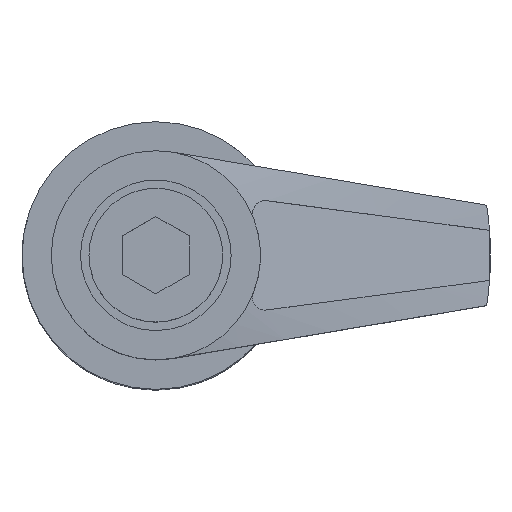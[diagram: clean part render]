
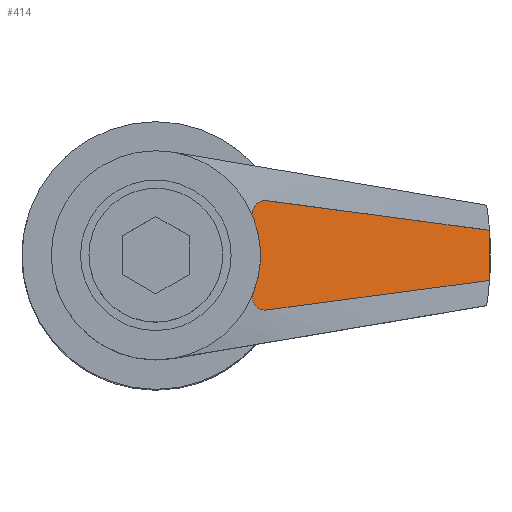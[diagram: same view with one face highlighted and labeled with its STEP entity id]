
A CAD part, top view. The second image highlights one B-rep face of the part: STEP entity #414.
In plain terms, the highlighted planar face has unit normal (0.176, 0, 0.984).
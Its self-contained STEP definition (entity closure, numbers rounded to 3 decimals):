
#75 = CARTESIAN_POINT ( 'NONE',  ( 13.256, -6.534, 39.776 ) ) ;
#90 = AXIS2_PLACEMENT_3D ( 'NONE', #662, #1056, #1035 ) ;
#111 = VERTEX_POINT ( 'NONE', #1115 ) ;
#140 = EDGE_CURVE ( 'NONE', #311, #1411, #2076, .T. ) ;
#163 = DIRECTION ( 'NONE',  ( 0.976, 0.13, -0.174 ) ) ;
#201 =( BOUNDED_CURVE ( )  B_SPLINE_CURVE ( 3, ( #381, #1523, #1892, #395 ),
 .UNSPECIFIED., .F., .F. ) 
 B_SPLINE_CURVE_WITH_KNOTS ( ( 4, 4 ),
 ( 6.208, 6.358 ),
 .UNSPECIFIED. ) 
 CURVE ( )  GEOMETRIC_REPRESENTATION_ITEM ( )  RATIONAL_B_SPLINE_CURVE ( ( 1., 0.998, 0.998, 1. ) ) 
 REPRESENTATION_ITEM ( '' )  );
#267 = CARTESIAN_POINT ( 'NONE',  ( 11.199, 5.698, 40.143 ) ) ;
#311 = VERTEX_POINT ( 'NONE', #1697 ) ;
#312 = CARTESIAN_POINT ( 'NONE',  ( 38.189, 3.225, 35.323 ) ) ;
#339 = ORIENTED_EDGE ( 'NONE', *, *, #140, .T. ) ;
#373 = CARTESIAN_POINT ( 'NONE',  ( 11.989, -6.702, 40.002 ) ) ;
#381 = CARTESIAN_POINT ( 'NONE',  ( 39.887, -3., 35.02 ) ) ;
#395 = CARTESIAN_POINT ( 'NONE',  ( 39.887, 3., 35.02 ) ) ;
#396 = EDGE_CURVE ( 'NONE', #111, #1998, #201, .T. ) ;
#404 = EDGE_CURVE ( 'NONE', #1873, #959, #1559, .T. ) ;
#414 = ADVANCED_FACE ( 'NONE', ( #768 ), #1227, .F. ) ;
#488 = ORIENTED_EDGE ( 'NONE', *, *, #913, .T. ) ;
#528 = LINE ( 'NONE', #312, #1648 ) ;
#567 = EDGE_CURVE ( 'NONE', #1998, #1873, #528, .T. ) ;
#662 = CARTESIAN_POINT ( 'NONE',  ( 45., 7., 34.107 ) ) ;
#768 = FACE_OUTER_BOUND ( 'NONE', #2161, .T. ) ;
#913 = EDGE_CURVE ( 'NONE', #959, #311, #2234, .T. ) ;
#938 = CARTESIAN_POINT ( 'NONE',  ( 38.189, -3.225, 35.323 ) ) ;
#959 = VERTEX_POINT ( 'NONE', #2359 ) ;
#1035 = DIRECTION ( 'NONE',  ( -0.984, 0., 0.176 ) ) ;
#1056 = DIRECTION ( 'NONE',  ( -0.176, 0., -0.984 ) ) ;
#1083 = DIRECTION ( 'NONE',  ( -0.976, 0.13, 0.174 ) ) ;
#1087 = ORIENTED_EDGE ( 'NONE', *, *, #396, .T. ) ;
#1115 = CARTESIAN_POINT ( 'NONE',  ( 39.887, -3., 35.02 ) ) ;
#1160 = CARTESIAN_POINT ( 'NONE',  ( 13.256, 6.534, 39.776 ) ) ;
#1227 = PLANE ( 'NONE',  #90 ) ;
#1241 = CARTESIAN_POINT ( 'NONE',  ( 13.256, 6.534, 39.776 ) ) ;
#1388 = CARTESIAN_POINT ( 'NONE',  ( 11.659, 4.507, 40.061 ) ) ;
#1411 = VERTEX_POINT ( 'NONE', #75 ) ;
#1436 = ORIENTED_EDGE ( 'NONE', *, *, #567, .T. ) ;
#1489 = CARTESIAN_POINT ( 'NONE',  ( 39.887, 3., 35.02 ) ) ;
#1523 = CARTESIAN_POINT ( 'NONE',  ( 40.038, -1.002, 34.993 ) ) ;
#1559 =( BOUNDED_CURVE ( )  B_SPLINE_CURVE ( 3, ( #1160, #1903, #267, #1388 ),
 .UNSPECIFIED., .F., .F. ) 
 B_SPLINE_CURVE_WITH_KNOTS ( ( 4, 4 ),
 ( 4.58, 6.652 ),
 .UNSPECIFIED. ) 
 CURVE ( )  GEOMETRIC_REPRESENTATION_ITEM ( )  RATIONAL_B_SPLINE_CURVE ( ( 1., 0.673, 0.673, 1. ) ) 
 REPRESENTATION_ITEM ( '' )  );
#1564 = CARTESIAN_POINT ( 'NONE',  ( 11.659, 4.507, 40.061 ) ) ;
#1574 = VECTOR ( 'NONE', #163, 1000. ) ;
#1648 = VECTOR ( 'NONE', #1083, 1000. ) ;
#1697 = CARTESIAN_POINT ( 'NONE',  ( 11.659, -4.507, 40.061 ) ) ;
#1793 = CARTESIAN_POINT ( 'NONE',  ( 12.793, 1.573, 39.858 ) ) ;
#1831 = CARTESIAN_POINT ( 'NONE',  ( 11.199, -5.698, 40.143 ) ) ;
#1867 = LINE ( 'NONE', #938, #1574 ) ;
#1873 = VERTEX_POINT ( 'NONE', #1241 ) ;
#1892 = CARTESIAN_POINT ( 'NONE',  ( 40.038, 1.002, 34.993 ) ) ;
#1903 = CARTESIAN_POINT ( 'NONE',  ( 11.989, 6.702, 40.002 ) ) ;
#1998 = VERTEX_POINT ( 'NONE', #1489 ) ;
#2004 = ORIENTED_EDGE ( 'NONE', *, *, #2036, .T. ) ;
#2019 = CARTESIAN_POINT ( 'NONE',  ( 11.659, -4.507, 40.061 ) ) ;
#2036 = EDGE_CURVE ( 'NONE', #1411, #111, #1867, .T. ) ;
#2076 =( BOUNDED_CURVE ( )  B_SPLINE_CURVE ( 3, ( #2019, #1831, #373, #2419 ),
 .UNSPECIFIED., .F., .F. ) 
 B_SPLINE_CURVE_WITH_KNOTS ( ( 4, 4 ),
 ( 5.914, 7.986 ),
 .UNSPECIFIED. ) 
 CURVE ( )  GEOMETRIC_REPRESENTATION_ITEM ( )  RATIONAL_B_SPLINE_CURVE ( ( 1., 0.673, 0.673, 1. ) ) 
 REPRESENTATION_ITEM ( '' )  );
#2139 = CARTESIAN_POINT ( 'NONE',  ( 11.659, -4.507, 40.061 ) ) ;
#2161 = EDGE_LOOP ( 'NONE', ( #1436, #2198, #488, #339, #2004, #1087 ) ) ;
#2198 = ORIENTED_EDGE ( 'NONE', *, *, #404, .T. ) ;
#2234 =( BOUNDED_CURVE ( )  B_SPLINE_CURVE ( 3, ( #1564, #1793, #2297, #2139 ),
 .UNSPECIFIED., .F., .F. ) 
 B_SPLINE_CURVE_WITH_KNOTS ( ( 4, 4 ),
 ( 5.914, 6.652 ),
 .UNSPECIFIED. ) 
 CURVE ( )  GEOMETRIC_REPRESENTATION_ITEM ( )  RATIONAL_B_SPLINE_CURVE ( ( 1., 0.955, 0.955, 1. ) ) 
 REPRESENTATION_ITEM ( '' )  );
#2297 = CARTESIAN_POINT ( 'NONE',  ( 12.793, -1.573, 39.858 ) ) ;
#2359 = CARTESIAN_POINT ( 'NONE',  ( 11.659, 4.507, 40.061 ) ) ;
#2419 = CARTESIAN_POINT ( 'NONE',  ( 13.256, -6.534, 39.776 ) ) ;
